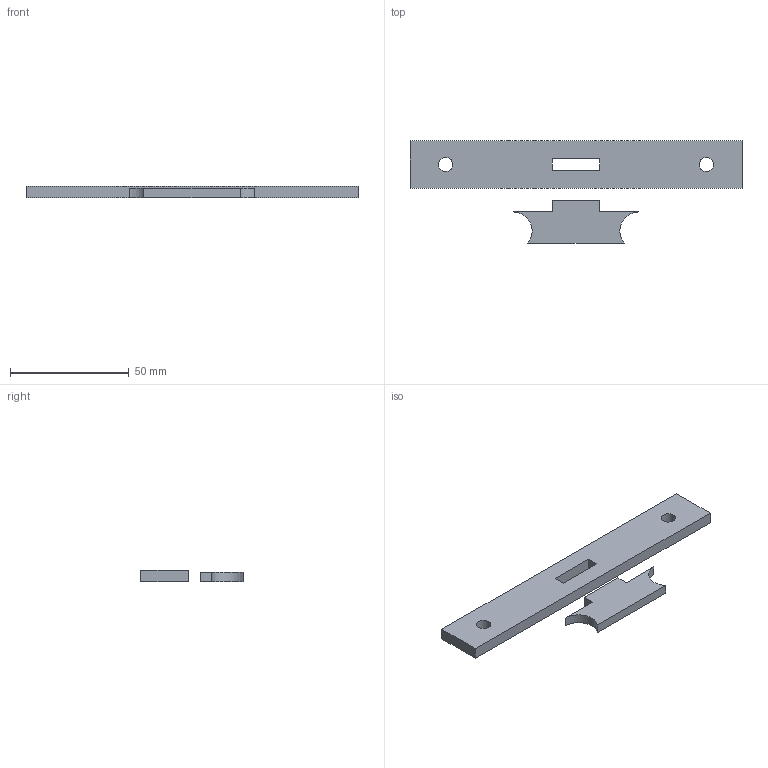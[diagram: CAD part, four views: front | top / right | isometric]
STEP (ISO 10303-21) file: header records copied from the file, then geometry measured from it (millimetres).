
FILE_DESCRIPTION(/* description */ (''),/* implementation_level */ '2;1');
FILE_NAME(/* name */ 'assemblage_platines_avant.step',/* time_stamp */ '2024-11-10T17:44:02+01:00',/* author */ (''),/* organization */ (''),/* preprocessor_version */ 'ST-DEVELOPER v20',/* originating_system */ 'Autodesk Translation Framework v13.14.0.145',/* authorisation */ '');
FILE_SCHEMA (('AUTOMOTIVE_DESIGN { 1 0 10303 214 3 1 1 }'));
Length unit declared in the file: millimetre
Products named in the file (1): platine_rack_x2
Bounding box: 140 x 43.14 x 5 mm (x, y, z)
Volume: 15696.5 mm3; surface area: 9125.2 mm2
Topology: 2 solids, 2 shells, 22 faces, 54 edges, 36 vertices
Faces by surface type: plane 18, cylinder 4
Full cylindrical faces by diameter (mm): 6 x2
Entity records: 690 total; most frequent: CARTESIAN_POINT 113, ORIENTED_EDGE 108, DIRECTION 108, EDGE_CURVE 54, LINE 46, VECTOR 46, VERTEX_POINT 36, AXIS2_PLACEMENT_3D 31
